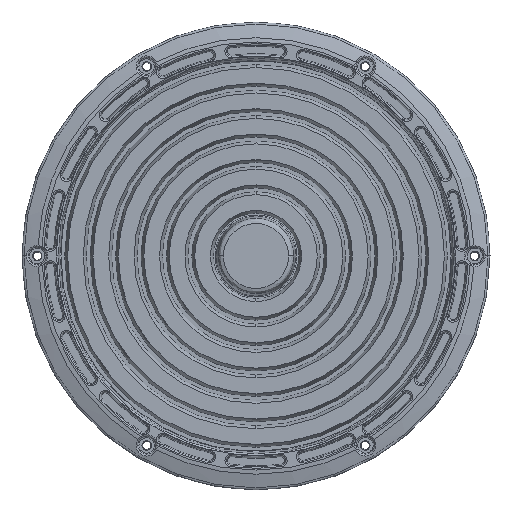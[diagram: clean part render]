
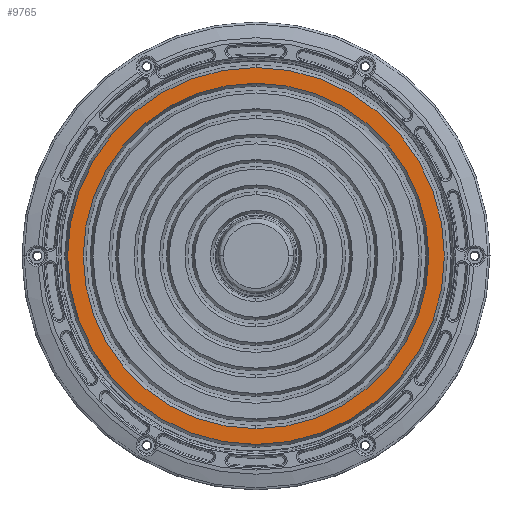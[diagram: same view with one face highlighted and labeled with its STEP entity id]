
A CAD part, top view. The second image highlights one B-rep face of the part: STEP entity #9765.
In plain terms, the highlighted planar face has unit normal (0, 0, 1).
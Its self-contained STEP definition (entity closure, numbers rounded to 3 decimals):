
#2565 = VERTEX_POINT ( 'NONE', #36831 ) ;
#5908 = DIRECTION ( 'NONE',  ( 1., 0., 0. ) ) ;
#5923 = DIRECTION ( 'NONE',  ( 0., 0., 1. ) ) ;
#5964 = CARTESIAN_POINT ( 'NONE',  ( 0., 0., 6. ) ) ;
#5978 = PLANE ( 'NONE',  #41556 ) ;
#6028 = FACE_BOUND ( 'NONE', #33244, .T. ) ;
#6038 = FACE_OUTER_BOUND ( 'NONE', #34318, .T. ) ;
#7489 = DIRECTION ( 'NONE',  ( 0., 0., -1. ) ) ;
#9249 = AXIS2_PLACEMENT_3D ( 'NONE', #29456, #44896, #10623 ) ;
#9765 = ADVANCED_FACE ( 'NONE', ( #6038, #6028 ), #5978, .T. ) ;
#10011 = CIRCLE ( 'NONE', #9249, 74.089 ) ;
#10623 = DIRECTION ( 'NONE',  ( -1., 0., 0. ) ) ;
#10697 = CARTESIAN_POINT ( 'NONE',  ( 0., 0., 6. ) ) ;
#13487 = ORIENTED_EDGE ( 'NONE', *, *, #48695, .T. ) ;
#13568 = AXIS2_PLACEMENT_3D ( 'NONE', #41640, #7489, #22486 ) ;
#13686 = ORIENTED_EDGE ( 'NONE', *, *, #15256, .F. ) ;
#15256 = EDGE_CURVE ( 'NONE', #33944, #2565, #21348, .T. ) ;
#16179 = VERTEX_POINT ( 'NONE', #43351 ) ;
#17032 = CARTESIAN_POINT ( 'NONE',  ( 0., 0., 6. ) ) ;
#20236 = AXIS2_PLACEMENT_3D ( 'NONE', #10697, #25787, #41190 ) ;
#20936 = CIRCLE ( 'NONE', #20236, 67.911 ) ;
#21348 = CIRCLE ( 'NONE', #13568, 74.089 ) ;
#22486 = DIRECTION ( 'NONE',  ( -1., 0., 0. ) ) ;
#25787 = DIRECTION ( 'NONE',  ( 0., 0., -1. ) ) ;
#29291 = VERTEX_POINT ( 'NONE', #49366 ) ;
#29456 = CARTESIAN_POINT ( 'NONE',  ( 0., 0., 6. ) ) ;
#32223 = DIRECTION ( 'NONE',  ( 0., 0., -1. ) ) ;
#32668 = CIRCLE ( 'NONE', #35132, 67.911 ) ;
#33244 = EDGE_LOOP ( 'NONE', ( #35396, #13487 ) ) ;
#33944 = VERTEX_POINT ( 'NONE', #48725 ) ;
#34318 = EDGE_LOOP ( 'NONE', ( #35022, #13686 ) ) ;
#35022 = ORIENTED_EDGE ( 'NONE', *, *, #38032, .F. ) ;
#35132 = AXIS2_PLACEMENT_3D ( 'NONE', #17032, #32223, #47676 ) ;
#35396 = ORIENTED_EDGE ( 'NONE', *, *, #36860, .T. ) ;
#36831 = CARTESIAN_POINT ( 'NONE',  ( 0., 74.089, 6. ) ) ;
#36860 = EDGE_CURVE ( 'NONE', #29291, #16179, #20936, .T. ) ;
#38032 = EDGE_CURVE ( 'NONE', #2565, #33944, #10011, .T. ) ;
#41190 = DIRECTION ( 'NONE',  ( 1., 0., 0. ) ) ;
#41556 = AXIS2_PLACEMENT_3D ( 'NONE', #5964, #5923, #5908 ) ;
#41640 = CARTESIAN_POINT ( 'NONE',  ( 0., 0., 6. ) ) ;
#43351 = CARTESIAN_POINT ( 'NONE',  ( 0., -67.911, 6. ) ) ;
#44896 = DIRECTION ( 'NONE',  ( 0., 0., -1. ) ) ;
#47676 = DIRECTION ( 'NONE',  ( 1., 0., 0. ) ) ;
#48695 = EDGE_CURVE ( 'NONE', #16179, #29291, #32668, .T. ) ;
#48725 = CARTESIAN_POINT ( 'NONE',  ( 0., -74.089, 6. ) ) ;
#49366 = CARTESIAN_POINT ( 'NONE',  ( 0., 67.911, 6. ) ) ;
